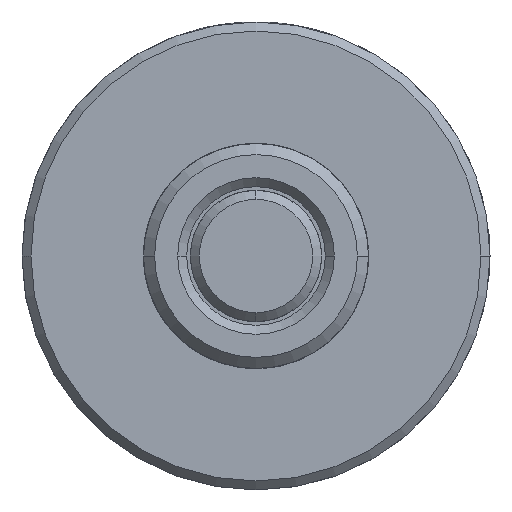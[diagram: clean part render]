
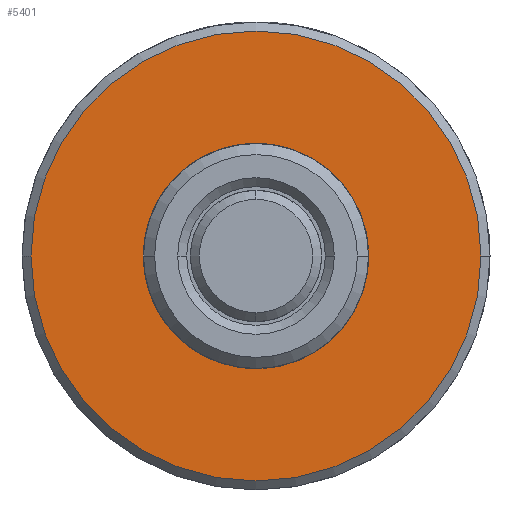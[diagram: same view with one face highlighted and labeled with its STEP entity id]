
A CAD part, left-side view. The second image highlights one B-rep face of the part: STEP entity #5401.
In plain terms, the highlighted planar face has unit normal (-1, 0, 0).
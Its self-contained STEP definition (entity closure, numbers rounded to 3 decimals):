
#75 = EDGE_LOOP ( 'NONE', ( #3409, #4138 ) ) ;
#177 = DIRECTION ( 'NONE',  ( 1., 0., 0. ) ) ;
#245 = AXIS2_PLACEMENT_3D ( 'NONE', #3789, #1278, #377 ) ;
#285 = AXIS2_PLACEMENT_3D ( 'NONE', #5159, #177, #964 ) ;
#358 = VERTEX_POINT ( 'NONE', #3654 ) ;
#377 = DIRECTION ( 'NONE',  ( 0., 0., -1. ) ) ;
#386 = CARTESIAN_POINT ( 'NONE',  ( 16.764, 0., 0. ) ) ;
#471 = CIRCLE ( 'NONE', #1094, 19.05 ) ;
#492 = ORIENTED_EDGE ( 'NONE', *, *, #2946, .F. ) ;
#743 = FACE_OUTER_BOUND ( 'NONE', #4177, .T. ) ;
#747 = EDGE_CURVE ( 'NONE', #3802, #2541, #2695, .T. ) ;
#964 = DIRECTION ( 'NONE',  ( 0., 0., -1. ) ) ;
#1094 = AXIS2_PLACEMENT_3D ( 'NONE', #4370, #3980, #2728 ) ;
#1225 = DIRECTION ( 'NONE',  ( 0., 0., -1. ) ) ;
#1278 = DIRECTION ( 'NONE',  ( 1., 0., 0. ) ) ;
#1316 = AXIS2_PLACEMENT_3D ( 'NONE', #5034, #4061, #1225 ) ;
#1652 = DIRECTION ( 'NONE',  ( 0., 0., -1. ) ) ;
#1663 = ORIENTED_EDGE ( 'NONE', *, *, #3679, .F. ) ;
#1727 = CARTESIAN_POINT ( 'NONE',  ( 16.764, 0., -19.05 ) ) ;
#1808 = AXIS2_PLACEMENT_3D ( 'NONE', #386, #5423, #1652 ) ;
#2446 = FACE_BOUND ( 'NONE', #75, .T. ) ;
#2541 = VERTEX_POINT ( 'NONE', #4700 ) ;
#2695 = CIRCLE ( 'NONE', #285, 9.493 ) ;
#2728 = DIRECTION ( 'NONE',  ( 0., 0., -1. ) ) ;
#2732 = EDGE_CURVE ( 'NONE', #2541, #3802, #4900, .T. ) ;
#2733 = CIRCLE ( 'NONE', #1316, 19.05 ) ;
#2946 = EDGE_CURVE ( 'NONE', #358, #3730, #471, .T. ) ;
#3370 = PLANE ( 'NONE',  #245 ) ;
#3409 = ORIENTED_EDGE ( 'NONE', *, *, #2732, .T. ) ;
#3654 = CARTESIAN_POINT ( 'NONE',  ( 16.764, 0., 19.05 ) ) ;
#3679 = EDGE_CURVE ( 'NONE', #3730, #358, #2733, .T. ) ;
#3730 = VERTEX_POINT ( 'NONE', #1727 ) ;
#3789 = CARTESIAN_POINT ( 'NONE',  ( 16.764, 0., 0. ) ) ;
#3802 = VERTEX_POINT ( 'NONE', #4701 ) ;
#3980 = DIRECTION ( 'NONE',  ( 1., 0., 0. ) ) ;
#4061 = DIRECTION ( 'NONE',  ( 1., 0., 0. ) ) ;
#4138 = ORIENTED_EDGE ( 'NONE', *, *, #747, .T. ) ;
#4177 = EDGE_LOOP ( 'NONE', ( #492, #1663 ) ) ;
#4370 = CARTESIAN_POINT ( 'NONE',  ( 16.764, 0., 0. ) ) ;
#4700 = CARTESIAN_POINT ( 'NONE',  ( 16.764, 0., -9.493 ) ) ;
#4701 = CARTESIAN_POINT ( 'NONE',  ( 16.764, 0., 9.493 ) ) ;
#4900 = CIRCLE ( 'NONE', #1808, 9.493 ) ;
#5034 = CARTESIAN_POINT ( 'NONE',  ( 16.764, 0., 0. ) ) ;
#5159 = CARTESIAN_POINT ( 'NONE',  ( 16.764, 0., 0. ) ) ;
#5401 = ADVANCED_FACE ( 'NONE', ( #743, #2446 ), #3370, .F. ) ;
#5423 = DIRECTION ( 'NONE',  ( 1., 0., 0. ) ) ;
